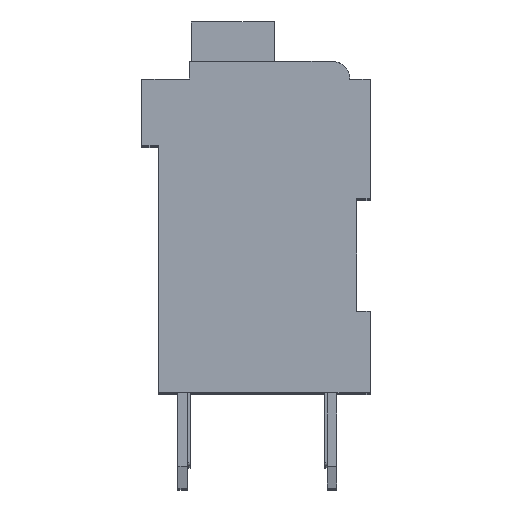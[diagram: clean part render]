
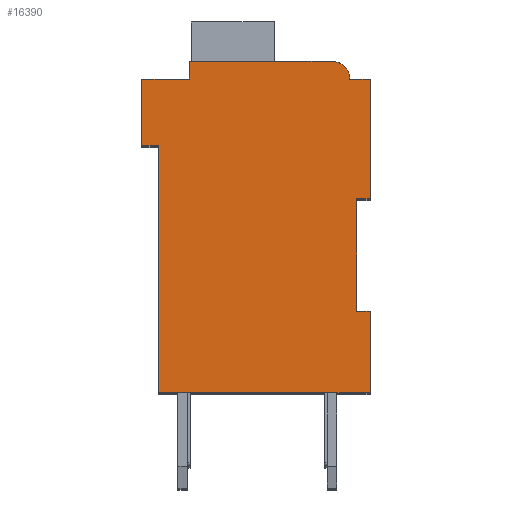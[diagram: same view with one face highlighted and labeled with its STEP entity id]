
A CAD part, top view. The second image highlights one B-rep face of the part: STEP entity #16390.
In plain terms, the highlighted planar face has unit normal (0, 0, 1).
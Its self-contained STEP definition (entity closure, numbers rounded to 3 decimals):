
#1706=DIRECTION('',(1.,0.,0.));
#1707=VECTOR('',#1706,0.5);
#1708=CARTESIAN_POINT('',(7.3,7.15,2.1));
#1709=LINE('',#1708,#1707);
#1710=DIRECTION('',(0.,1.,0.));
#1711=VECTOR('',#1710,4.15);
#1712=CARTESIAN_POINT('',(7.3,3.,2.1));
#1713=LINE('',#1712,#1711);
#1714=DIRECTION('',(-1.,0.,0.));
#1715=VECTOR('',#1714,0.5);
#1716=CARTESIAN_POINT('',(7.8,3.,2.1));
#1717=LINE('',#1716,#1715);
#1718=DIRECTION('',(0.,1.,0.));
#1719=VECTOR('',#1718,3.);
#1720=CARTESIAN_POINT('',(7.8,0.,2.1));
#1721=LINE('',#1720,#1719);
#1722=DIRECTION('',(1.,0.,0.));
#1723=VECTOR('',#1722,7.8);
#1724=CARTESIAN_POINT('',(0.,0.,2.1));
#1725=LINE('',#1724,#1723);
#1726=DIRECTION('',(0.,-1.,0.));
#1727=VECTOR('',#1726,9.1);
#1728=CARTESIAN_POINT('',(0.,9.1,2.1));
#1729=LINE('',#1728,#1727);
#1730=DIRECTION('',(1.,0.,0.));
#1731=VECTOR('',#1730,0.6);
#1732=CARTESIAN_POINT('',(-0.6,9.1,2.1));
#1733=LINE('',#1732,#1731);
#1734=DIRECTION('',(0.,-1.,0.));
#1735=VECTOR('',#1734,2.45);
#1736=CARTESIAN_POINT('',(-0.6,11.55,2.1));
#1737=LINE('',#1736,#1735);
#1738=DIRECTION('',(-1.,0.,0.));
#1739=VECTOR('',#1738,1.75);
#1740=CARTESIAN_POINT('',(1.15,11.55,2.1));
#1741=LINE('',#1740,#1739);
#1742=DIRECTION('',(0.,-1.,0.));
#1743=VECTOR('',#1742,0.65);
#1744=CARTESIAN_POINT('',(1.15,12.2,2.1));
#1745=LINE('',#1744,#1743);
#1746=DIRECTION('',(-1.,0.,0.));
#1747=VECTOR('',#1746,5.25);
#1748=CARTESIAN_POINT('',(6.4,12.2,2.1));
#1749=LINE('',#1748,#1747);
#1750=CARTESIAN_POINT('',(6.4,11.55,2.1));
#1751=DIRECTION('',(0.,0.,1.));
#1752=DIRECTION('',(1.,0.,0.));
#1753=AXIS2_PLACEMENT_3D('',#1750,#1751,#1752);
#1755=DIRECTION('',(-1.,0.,0.));
#1756=VECTOR('',#1755,0.75);
#1757=CARTESIAN_POINT('',(7.8,11.55,2.1));
#1758=LINE('',#1757,#1756);
#1759=DIRECTION('',(0.,1.,0.));
#1760=VECTOR('',#1759,4.4);
#1761=CARTESIAN_POINT('',(7.8,7.15,2.1));
#1762=LINE('',#1761,#1760);
#11251=CARTESIAN_POINT('',(7.3,7.15,2.1));
#11252=CARTESIAN_POINT('',(7.8,7.15,2.1));
#11253=VERTEX_POINT('',#11251);
#11254=VERTEX_POINT('',#11252);
#11255=CARTESIAN_POINT('',(7.8,11.55,2.1));
#11256=VERTEX_POINT('',#11255);
#11257=CARTESIAN_POINT('',(7.05,11.55,2.1));
#11258=VERTEX_POINT('',#11257);
#11259=CARTESIAN_POINT('',(6.4,12.2,2.1));
#11260=VERTEX_POINT('',#11259);
#11261=CARTESIAN_POINT('',(1.15,12.2,2.1));
#11262=VERTEX_POINT('',#11261);
#11263=CARTESIAN_POINT('',(1.15,11.55,2.1));
#11264=VERTEX_POINT('',#11263);
#11265=CARTESIAN_POINT('',(-0.6,11.55,2.1));
#11266=VERTEX_POINT('',#11265);
#11267=CARTESIAN_POINT('',(-0.6,9.1,2.1));
#11268=VERTEX_POINT('',#11267);
#11269=CARTESIAN_POINT('',(0.,9.1,2.1));
#11270=VERTEX_POINT('',#11269);
#11271=CARTESIAN_POINT('',(0.,0.,2.1));
#11272=VERTEX_POINT('',#11271);
#11273=CARTESIAN_POINT('',(7.8,0.,2.1));
#11274=VERTEX_POINT('',#11273);
#11275=CARTESIAN_POINT('',(7.8,3.,2.1));
#11276=VERTEX_POINT('',#11275);
#11277=CARTESIAN_POINT('',(7.3,3.,2.1));
#11278=VERTEX_POINT('',#11277);
#16360=CARTESIAN_POINT('',(0.,0.,2.1));
#16361=DIRECTION('',(0.,0.,1.));
#16362=DIRECTION('',(1.,0.,0.));
#16363=AXIS2_PLACEMENT_3D('',#16360,#16361,#16362);
#16364=PLANE('',#16363);
#16365=ORIENTED_EDGE('',*,*,#14780,.F.);
#16366=ORIENTED_EDGE('',*,*,#15359,.F.);
#16368=ORIENTED_EDGE('',*,*,#16367,.F.);
#16370=ORIENTED_EDGE('',*,*,#16369,.F.);
#16371=ORIENTED_EDGE('',*,*,#15685,.F.);
#16372=ORIENTED_EDGE('',*,*,#15578,.F.);
#16374=ORIENTED_EDGE('',*,*,#16373,.F.);
#16376=ORIENTED_EDGE('',*,*,#16375,.F.);
#16378=ORIENTED_EDGE('',*,*,#16377,.F.);
#16380=ORIENTED_EDGE('',*,*,#16379,.F.);
#16382=ORIENTED_EDGE('',*,*,#16381,.F.);
#16384=ORIENTED_EDGE('',*,*,#16383,.F.);
#16386=ORIENTED_EDGE('',*,*,#16385,.F.);
#16387=ORIENTED_EDGE('',*,*,#15095,.F.);
#16388=EDGE_LOOP('',(#16365,#16366,#16368,#16370,#16371,#16372,#16374,#16376,
#16378,#16380,#16382,#16384,#16386,#16387));
#16389=FACE_OUTER_BOUND('',#16388,.F.);
#1754=CIRCLE('',#1753,0.65);
#14780=EDGE_CURVE('',#11253,#11254,#1709,.T.);
#15095=EDGE_CURVE('',#11254,#11256,#1762,.T.);
#15359=EDGE_CURVE('',#11278,#11253,#1713,.T.);
#15578=EDGE_CURVE('',#11270,#11272,#1729,.T.);
#15685=EDGE_CURVE('',#11272,#11274,#1725,.T.);
#16367=EDGE_CURVE('',#11276,#11278,#1717,.T.);
#16369=EDGE_CURVE('',#11274,#11276,#1721,.T.);
#16373=EDGE_CURVE('',#11268,#11270,#1733,.T.);
#16375=EDGE_CURVE('',#11266,#11268,#1737,.T.);
#16377=EDGE_CURVE('',#11264,#11266,#1741,.T.);
#16379=EDGE_CURVE('',#11262,#11264,#1745,.T.);
#16381=EDGE_CURVE('',#11260,#11262,#1749,.T.);
#16383=EDGE_CURVE('',#11258,#11260,#1754,.T.);
#16385=EDGE_CURVE('',#11256,#11258,#1758,.T.);
#16390=ADVANCED_FACE('',(#16389),#16364,.T.);
